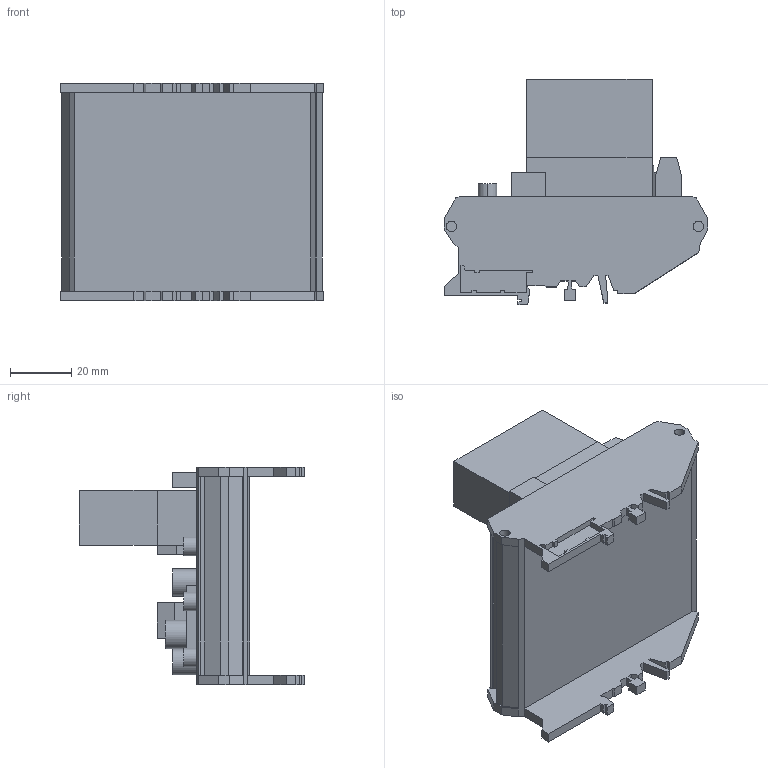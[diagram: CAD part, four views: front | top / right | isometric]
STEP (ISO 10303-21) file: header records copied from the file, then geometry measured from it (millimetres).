
FILE_DESCRIPTION (( 'STEP AP214' ), '1' );
FILE_NAME ('SRAQ-D661_3D.STEP', '2022-06-13T16:47:40', ( '' ), ( '' ), 'SwSTEP 2.0', 'SolidWorks 2021', '' );
FILE_SCHEMA (( 'AUTOMOTIVE_DESIGN' ));
Length unit declared in the file: inch
Products named in the file (1): SRAQ-D661_3D
Bounding box: 86 x 73.45 x 71 mm (x, y, z)
Volume: 71968.6 mm3; surface area: 46872.3 mm2
Topology: 10 solids, 11 shells, 575 faces, 1431 edges, 952 vertices
Faces by surface type: plane 479, cylinder 96
Entity records: 21908 total; most frequent: CARTESIAN_POINT 2959, ORIENTED_EDGE 2862, DIRECTION 2775, EDGE_CURVE 1431, LINE 1239, VECTOR 1239, VERTEX_POINT 952, AXIS2_PLACEMENT_3D 768
